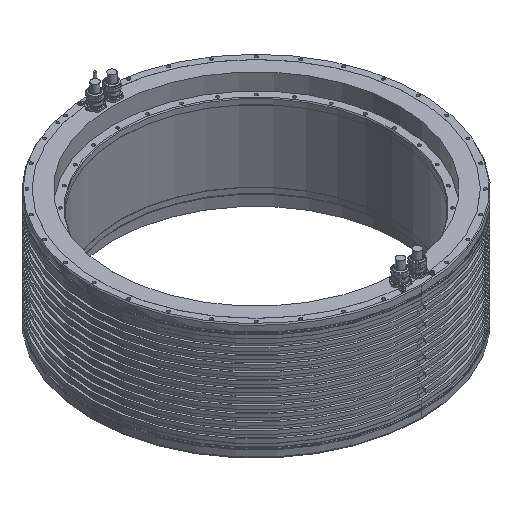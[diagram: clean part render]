
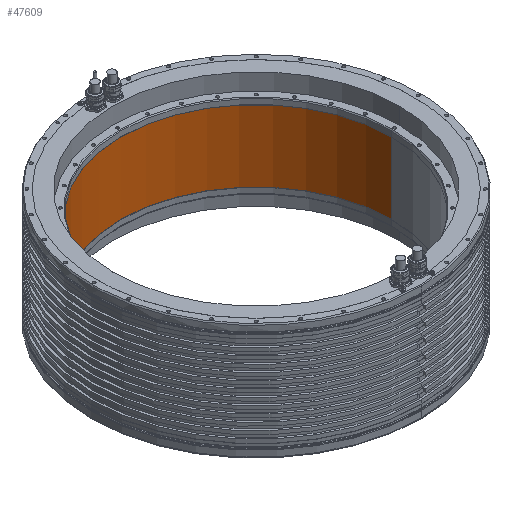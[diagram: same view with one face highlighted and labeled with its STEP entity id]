
A CAD part, isometric view. The second image highlights one B-rep face of the part: STEP entity #47609.
In plain terms, the highlighted cylindrical face has radius 325.4 mm (diameter 650.8 mm), a partial arc.
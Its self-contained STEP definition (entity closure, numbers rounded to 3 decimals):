
#44407=CARTESIAN_POINT('',(0.,0.,-54.9));
#44408=DIRECTION('',(0.,0.,1.));
#44409=DIRECTION('',(1.,0.,0.));
#44410=AXIS2_PLACEMENT_3D('',#44407,#44408,#44409);
#44426=DIRECTION('',(0.,0.,-1.));
#44427=VECTOR('',#44426,171.2);
#44428=CARTESIAN_POINT('',(-325.4,0.,-54.9));
#44429=LINE('',#44428,#44427);
#44430=DIRECTION('',(0.,0.,-1.));
#44431=VECTOR('',#44430,171.2);
#44432=CARTESIAN_POINT('',(325.4,0.,-54.9));
#44433=LINE('',#44432,#44431);
#44434=CARTESIAN_POINT('',(0.,0.,-226.1));
#44435=DIRECTION('',(0.,0.,-1.));
#44436=DIRECTION('',(-1.,0.,0.));
#44437=AXIS2_PLACEMENT_3D('',#44434,#44435,#44436);
#46490=CARTESIAN_POINT('',(-325.4,0.,-54.9));
#46491=VERTEX_POINT('',#46490);
#46492=CARTESIAN_POINT('',(325.4,0.,-54.9));
#46493=VERTEX_POINT('',#46492);
#46494=CARTESIAN_POINT('',(-325.4,0.,-226.1));
#46495=VERTEX_POINT('',#46494);
#46496=CARTESIAN_POINT('',(325.4,0.,-226.1));
#46497=VERTEX_POINT('',#46496);
#47597=CARTESIAN_POINT('',(0.,0.,-251.6));
#47598=DIRECTION('',(0.,0.,1.));
#47599=DIRECTION('',(1.,0.,0.));
#47600=AXIS2_PLACEMENT_3D('',#47597,#47598,#47599);
#47601=CYLINDRICAL_SURFACE('',#47600,325.4);
#47602=ORIENTED_EDGE('',*,*,#47580,.F.);
#47603=ORIENTED_EDGE('',*,*,#47543,.F.);
#47604=ORIENTED_EDGE('',*,*,#47584,.T.);
#47606=ORIENTED_EDGE('',*,*,#47605,.F.);
#47607=EDGE_LOOP('',(#47602,#47603,#47604,#47606));
#47608=FACE_OUTER_BOUND('',#47607,.F.);
#47609=ADVANCED_FACE('',(#47608),#47601,.F.);
#44411=CIRCLE('',#44410,325.4);
#44438=CIRCLE('',#44437,325.4);
#47543=EDGE_CURVE('',#46493,#46491,#44411,.T.);
#47580=EDGE_CURVE('',#46491,#46495,#44429,.T.);
#47584=EDGE_CURVE('',#46493,#46497,#44433,.T.);
#47605=EDGE_CURVE('',#46495,#46497,#44438,.T.);
